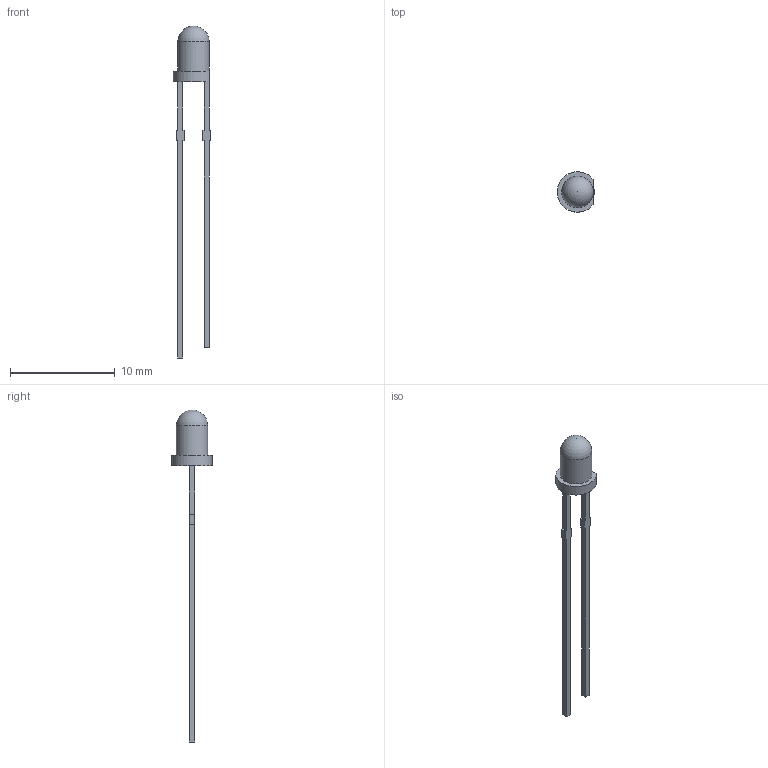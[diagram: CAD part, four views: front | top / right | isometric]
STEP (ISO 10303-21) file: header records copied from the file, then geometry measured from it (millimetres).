
FILE_DESCRIPTION( ( 'Unknown' ), '1' );
FILE_NAME( 'LedTHT_3mm Round Series Color.stp', 'Unknown', ( 'Unknown' ), ( 'Unknown' ), 'PSStep 13.0', 'Unknown', ' ' );
FILE_SCHEMA( ( 'AUTOMOTIVE_DESIGN { 1 0 10303 214 1 1 1 1 }' ) );
Length unit declared in the file: millimetre
Products named in the file (1): 1
Bounding box: 3.56 x 3.85 x 31.7 mm (x, y, z)
Volume: 51 mm3; surface area: 172.4 mm2
Topology: 1 solids, 1 shells, 33 faces, 89 edges, 58 vertices
Faces by surface type: plane 30, cylinder 2, sphere 1
Full cylindrical faces by diameter (mm): 3 x1
Entity records: 1267 total; most frequent: CARTESIAN_POINT 175, ORIENTED_EDGE 170, DIRECTION 157, EDGE_CURVE 85, LINE 81, VECTOR 81, VERTEX_POINT 56, AXIS2_PLACEMENT_3D 38
